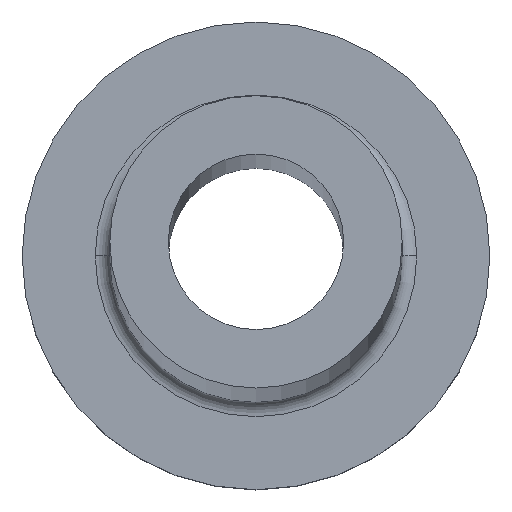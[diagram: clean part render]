
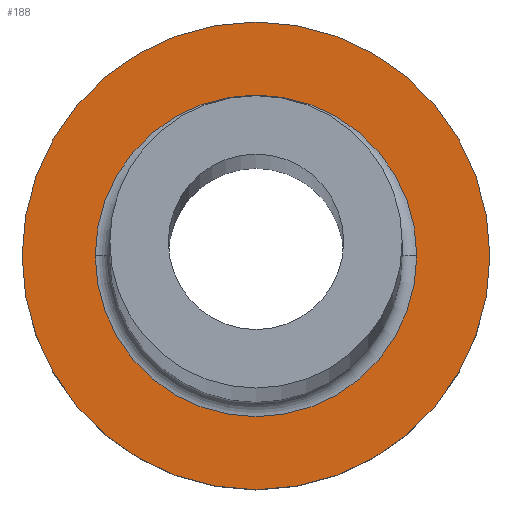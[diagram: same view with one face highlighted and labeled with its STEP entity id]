
A CAD part, top view. The second image highlights one B-rep face of the part: STEP entity #188.
In plain terms, the highlighted planar face has unit normal (0, 0, 1).
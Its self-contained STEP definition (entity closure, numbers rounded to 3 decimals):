
#14 = CIRCLE ( 'NONE', #271, 8. ) ;
#27 = DIRECTION ( 'NONE',  ( 0., 0., 1. ) ) ;
#30 = FACE_BOUND ( 'NONE', #249, .T. ) ;
#66 = DIRECTION ( 'NONE',  ( 1., 0., 0. ) ) ;
#87 = ORIENTED_EDGE ( 'NONE', *, *, #233, .T. ) ;
#88 = EDGE_CURVE ( 'NONE', #313, #189, #377, .T. ) ;
#101 = DIRECTION ( 'NONE',  ( 1., 0., 0. ) ) ;
#117 = AXIS2_PLACEMENT_3D ( 'NONE', #244, #327, #66 ) ;
#133 = CIRCLE ( 'NONE', #287, 5.5 ) ;
#146 = DIRECTION ( 'NONE',  ( 1., 0., 0. ) ) ;
#156 = CARTESIAN_POINT ( 'NONE',  ( -8., 0., 5. ) ) ;
#160 = CIRCLE ( 'NONE', #371, 5.5 ) ;
#162 = DIRECTION ( 'NONE',  ( 1., 0., 0. ) ) ;
#163 = DIRECTION ( 'NONE',  ( 0., 0., 1. ) ) ;
#166 = PLANE ( 'NONE',  #191 ) ;
#169 = DIRECTION ( 'NONE',  ( 1., 0., 0. ) ) ;
#172 = VERTEX_POINT ( 'NONE', #267 ) ;
#175 = CARTESIAN_POINT ( 'NONE',  ( 0., 0., 5. ) ) ;
#188 = ADVANCED_FACE ( 'NONE', ( #30, #193 ), #166, .T. ) ;
#189 = VERTEX_POINT ( 'NONE', #156 ) ;
#191 = AXIS2_PLACEMENT_3D ( 'NONE', #332, #163, #101 ) ;
#192 = DIRECTION ( 'NONE',  ( 0., 0., -1. ) ) ;
#193 = FACE_OUTER_BOUND ( 'NONE', #375, .T. ) ;
#197 = ORIENTED_EDGE ( 'NONE', *, *, #242, .T. ) ;
#222 = CARTESIAN_POINT ( 'NONE',  ( 8., 0., 5. ) ) ;
#227 = CARTESIAN_POINT ( 'NONE',  ( 5.5, 0., 5. ) ) ;
#233 = EDGE_CURVE ( 'NONE', #189, #313, #14, .T. ) ;
#234 = ORIENTED_EDGE ( 'NONE', *, *, #88, .T. ) ;
#242 = EDGE_CURVE ( 'NONE', #172, #370, #160, .T. ) ;
#244 = CARTESIAN_POINT ( 'NONE',  ( 0., 0., 5. ) ) ;
#248 = CARTESIAN_POINT ( 'NONE',  ( 0., 0., 5. ) ) ;
#249 = EDGE_LOOP ( 'NONE', ( #289, #197 ) ) ;
#267 = CARTESIAN_POINT ( 'NONE',  ( -5.5, 0., 5. ) ) ;
#271 = AXIS2_PLACEMENT_3D ( 'NONE', #175, #27, #146 ) ;
#287 = AXIS2_PLACEMENT_3D ( 'NONE', #374, #336, #169 ) ;
#289 = ORIENTED_EDGE ( 'NONE', *, *, #356, .T. ) ;
#313 = VERTEX_POINT ( 'NONE', #222 ) ;
#327 = DIRECTION ( 'NONE',  ( 0., 0., 1. ) ) ;
#332 = CARTESIAN_POINT ( 'NONE',  ( 0., 0., 5. ) ) ;
#336 = DIRECTION ( 'NONE',  ( 0., 0., -1. ) ) ;
#356 = EDGE_CURVE ( 'NONE', #370, #172, #133, .T. ) ;
#370 = VERTEX_POINT ( 'NONE', #227 ) ;
#371 = AXIS2_PLACEMENT_3D ( 'NONE', #248, #192, #162 ) ;
#374 = CARTESIAN_POINT ( 'NONE',  ( 0., 0., 5. ) ) ;
#375 = EDGE_LOOP ( 'NONE', ( #87, #234 ) ) ;
#377 = CIRCLE ( 'NONE', #117, 8. ) ;
